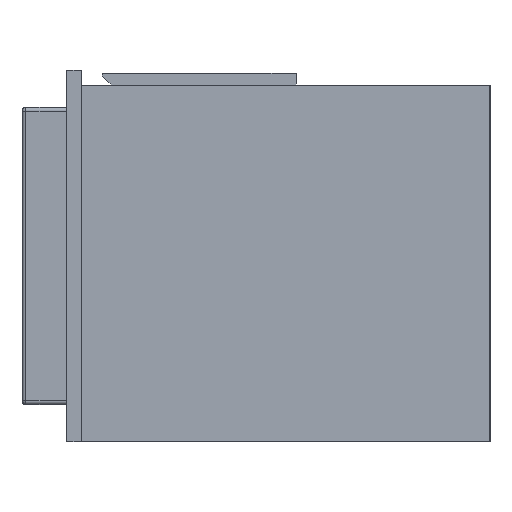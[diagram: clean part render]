
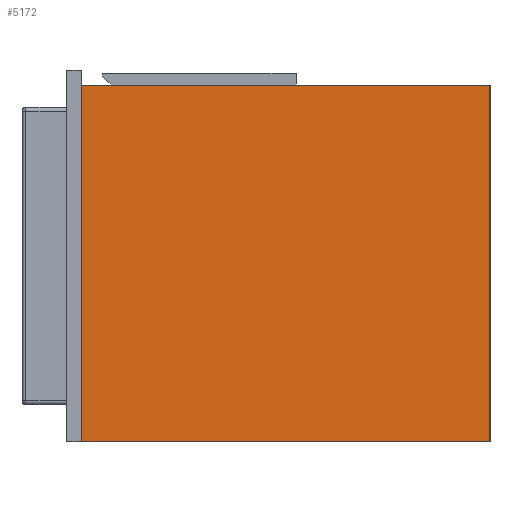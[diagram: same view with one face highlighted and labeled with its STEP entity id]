
A CAD part, left-side view. The second image highlights one B-rep face of the part: STEP entity #5172.
In plain terms, the highlighted planar face has unit normal (-1, 0, 0).
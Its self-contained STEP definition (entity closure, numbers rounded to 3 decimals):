
#497 = CARTESIAN_POINT ( 'NONE',  ( -894., 275., 0. ) ) ;
#501 = CARTESIAN_POINT ( 'NONE',  ( -894., 275., 480. ) ) ;
#639 = CARTESIAN_POINT ( 'NONE',  ( -894., -275., 480. ) ) ;
#714 = VECTOR ( 'NONE', #2263, 1000. ) ;
#753 = EDGE_CURVE ( 'NONE', #5292, #1292, #3768, .T. ) ;
#967 = CARTESIAN_POINT ( 'NONE',  ( -894., 275., 0. ) ) ;
#1070 = VERTEX_POINT ( 'NONE', #497 ) ;
#1183 = DIRECTION ( 'NONE',  ( 0., 0., 1. ) ) ;
#1208 = DIRECTION ( 'NONE',  ( -1., 0., 0. ) ) ;
#1292 = VERTEX_POINT ( 'NONE', #4704 ) ;
#1313 = FACE_OUTER_BOUND ( 'NONE', #3801, .T. ) ;
#1540 = ORIENTED_EDGE ( 'NONE', *, *, #4177, .T. ) ;
#1599 = VECTOR ( 'NONE', #5590, 1000. ) ;
#2015 = DIRECTION ( 'NONE',  ( 0., 0., -1. ) ) ;
#2086 = ORIENTED_EDGE ( 'NONE', *, *, #2460, .T. ) ;
#2101 = CARTESIAN_POINT ( 'NONE',  ( -894., 275., 480. ) ) ;
#2156 = CARTESIAN_POINT ( 'NONE',  ( -894., 275., 480. ) ) ;
#2263 = DIRECTION ( 'NONE',  ( 0., 1., 0. ) ) ;
#2460 = EDGE_CURVE ( 'NONE', #3384, #1070, #3950, .T. ) ;
#2637 = LINE ( 'NONE', #967, #3247 ) ;
#2778 = ORIENTED_EDGE ( 'NONE', *, *, #753, .F. ) ;
#3000 = CARTESIAN_POINT ( 'NONE',  ( -894., -275., 480. ) ) ;
#3033 = LINE ( 'NONE', #501, #714 ) ;
#3081 = VECTOR ( 'NONE', #2015, 1000. ) ;
#3247 = VECTOR ( 'NONE', #5016, 1000. ) ;
#3384 = VERTEX_POINT ( 'NONE', #2156 ) ;
#3452 = PLANE ( 'NONE',  #5169 ) ;
#3768 = LINE ( 'NONE', #639, #3081 ) ;
#3801 = EDGE_LOOP ( 'NONE', ( #3979, #2778, #1540, #2086 ) ) ;
#3950 = LINE ( 'NONE', #5170, #1599 ) ;
#3979 = ORIENTED_EDGE ( 'NONE', *, *, #5680, .F. ) ;
#4177 = EDGE_CURVE ( 'NONE', #5292, #3384, #3033, .T. ) ;
#4704 = CARTESIAN_POINT ( 'NONE',  ( -894., -275., 0. ) ) ;
#5016 = DIRECTION ( 'NONE',  ( 0., 1., 0. ) ) ;
#5169 = AXIS2_PLACEMENT_3D ( 'NONE', #2101, #1208, #1183 ) ;
#5170 = CARTESIAN_POINT ( 'NONE',  ( -894., 275., 480. ) ) ;
#5172 = ADVANCED_FACE ( 'NONE', ( #1313 ), #3452, .T. ) ;
#5292 = VERTEX_POINT ( 'NONE', #3000 ) ;
#5590 = DIRECTION ( 'NONE',  ( 0., 0., -1. ) ) ;
#5680 = EDGE_CURVE ( 'NONE', #1292, #1070, #2637, .T. ) ;
